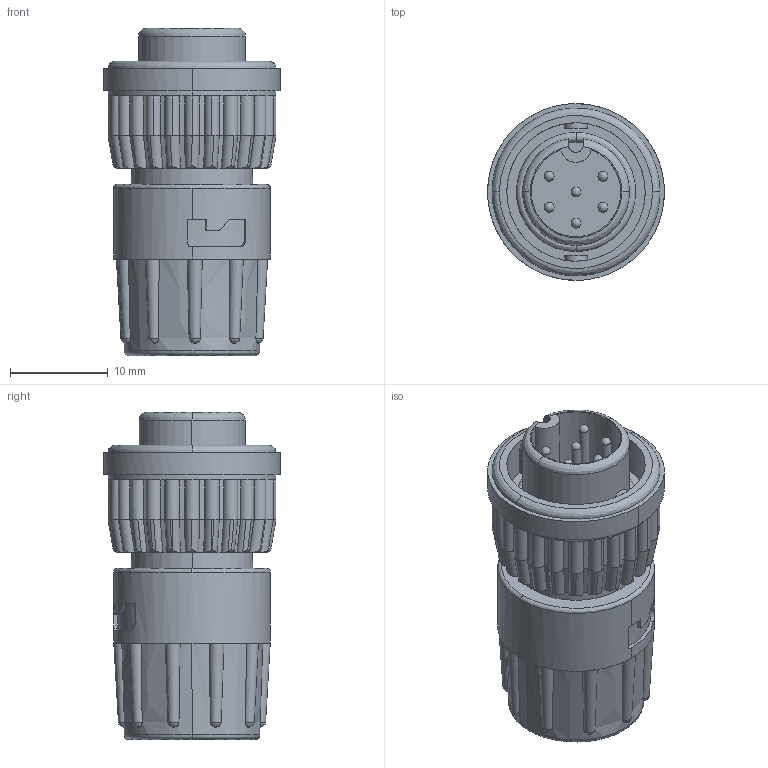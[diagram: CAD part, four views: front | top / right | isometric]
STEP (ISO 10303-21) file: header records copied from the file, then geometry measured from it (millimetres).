
FILE_DESCRIPTION (( 'STEP AP203' ), '1' );
FILE_NAME ('6282-6PG-321.STEP', '2014-04-07T21:24:57', ( '' ), ( '' ), 'SwSTEP 2.0', 'SolidWorks 2014', '' );
FILE_SCHEMA (( 'CONFIG_CONTROL_DESIGN' ));
Length unit declared in the file: inch
Products named in the file (1): 6282-6PG-321
Bounding box: 18.03 x 18.03 x 33.4 mm (x, y, z)
Volume: 5306.7 mm3; surface area: 3073.1 mm2
Topology: 1 solids, 1 shells, 327 faces, 938 edges, 617 vertices
Faces by surface type: cylinder 188, plane 71, bspline 64, cone 4
Entity records: 18139 total; most frequent: CARTESIAN_POINT 10960, ORIENTED_EDGE 1852, DIRECTION 945, EDGE_CURVE 926, VERTEX_POINT 617, B_SPLINE_CURVE_WITH_KNOTS 560, AXIS2_PLACEMENT_3D 358, EDGE_LOOP 343
